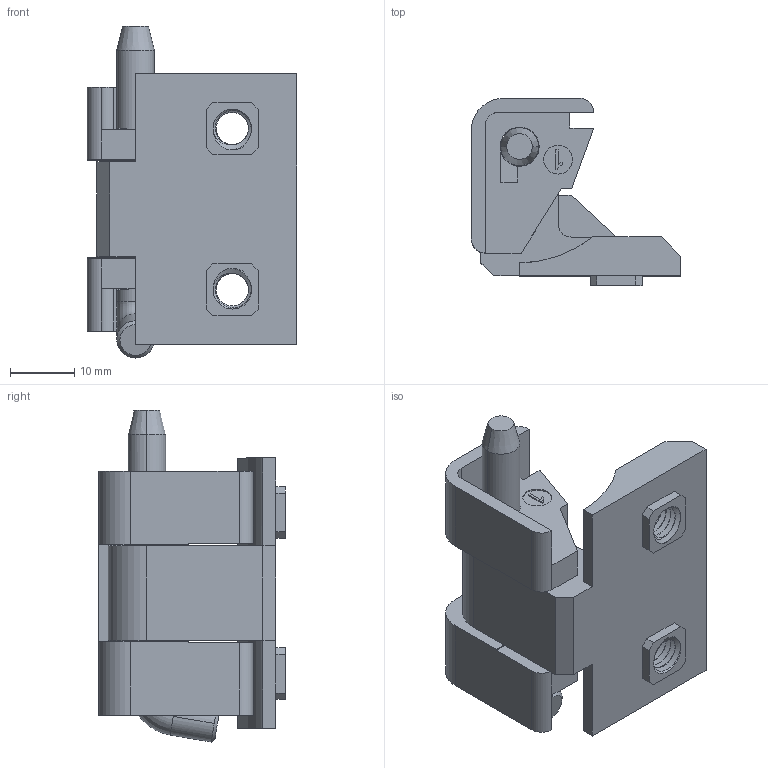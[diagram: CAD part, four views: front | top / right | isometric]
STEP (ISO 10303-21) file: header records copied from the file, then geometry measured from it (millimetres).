
FILE_DESCRIPTION (( 'STEP AP203' ), '1' );
FILE_NAME ('MG18.1.5.22.20.STEP', '2022-05-10T12:48:24', ( '' ), ( '' ), 'SwSTEP 2.0', 'SolidWorks 2021', '' );
FILE_SCHEMA (( 'CONFIG_CONTROL_DESIGN' ));
Length unit declared in the file: millimetre
Products named in the file (1): MG18.1.5.22.20
Bounding box: 32.5 x 29 x 51.5 mm (x, y, z)
Surface area: 9258.9 mm2 (no closed solid volume)
Topology: 0 solids, 3 shells, 195 faces, 568 edges, 382 vertices
Faces by surface type: plane 93, cylinder 55, bspline 27, cone 18, torus 2
Entity records: 10069 total; most frequent: CARTESIAN_POINT 5197, ORIENTED_EDGE 1086, DIRECTION 836, EDGE_CURVE 568, VERTEX_POINT 382, LINE 342, VECTOR 342, AXIS2_PLACEMENT_3D 247
